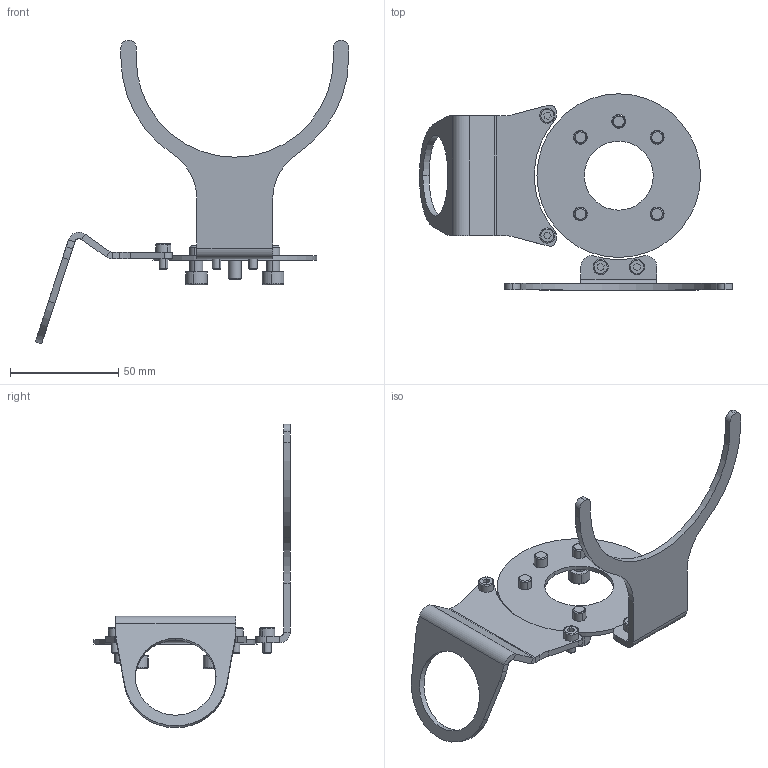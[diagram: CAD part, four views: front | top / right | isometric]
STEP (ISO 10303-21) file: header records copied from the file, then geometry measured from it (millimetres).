
FILE_DESCRIPTION (( 'STEP AP203' ), '1' );
FILE_NAME ('P5304.STEP', '2018-12-19T14:06:55', ( 'RSPlokal' ), ( 'Microsoft' ), 'SwSTEP 2.0', 'SolidWorks 2017', '' );
FILE_SCHEMA (( 'CONFIG_CONTROL_DESIGN' ));
Length unit declared in the file: millimetre
Products named in the file (1): P5304
Bounding box: 144.46 x 90.6 x 140.05 mm (x, y, z)
Volume: 31293.6 mm3; surface area: 28011.4 mm2
Topology: 12 solids, 12 shells, 244 faces, 552 edges, 348 vertices
Faces by surface type: plane 120, cylinder 88, cone 20, torus 16
Entity records: 6923 total; most frequent: DIRECTION 1270, CARTESIAN_POINT 1145, ORIENTED_EDGE 1104, EDGE_CURVE 552, AXIS2_PLACEMENT_3D 473, VERTEX_POINT 348, VECTOR 324, LINE 324
